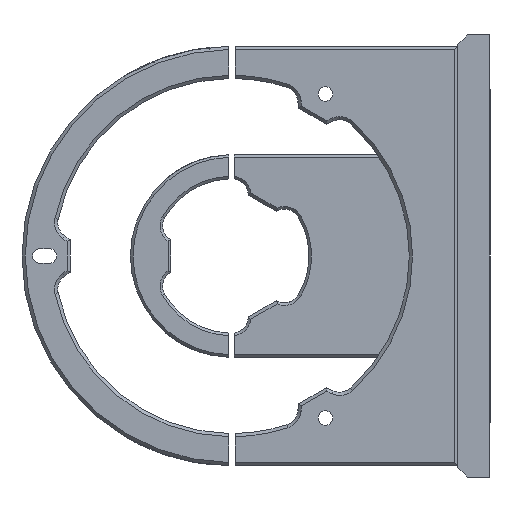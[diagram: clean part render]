
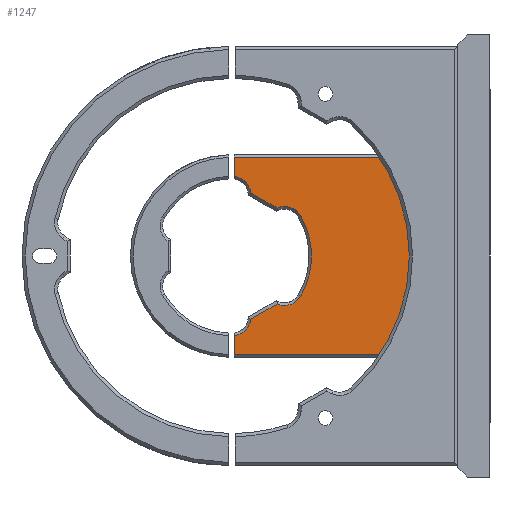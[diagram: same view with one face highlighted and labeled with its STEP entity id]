
A CAD part, left-side view. The second image highlights one B-rep face of the part: STEP entity #1247.
In plain terms, the highlighted planar face has unit normal (-1, 0, 0).
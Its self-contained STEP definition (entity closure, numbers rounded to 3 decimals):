
#356 = EDGE_CURVE ( 'NONE', #357, #885, #3560, .T. ) ;
#357 = VERTEX_POINT ( 'NONE', #3556 ) ;
#408 = VERTEX_POINT ( 'NONE', #3501 ) ;
#410 = EDGE_CURVE ( 'NONE', #411, #408, #3380, .T. ) ;
#411 = VERTEX_POINT ( 'NONE', #3375 ) ;
#630 = EDGE_CURVE ( 'NONE', #838, #839, #3976, .T. ) ;
#676 = EDGE_CURVE ( 'NONE', #838, #677, #3906, .T. ) ;
#677 = VERTEX_POINT ( 'NONE', #3902 ) ;
#696 = VERTEX_POINT ( 'NONE', #4216 ) ;
#698 = EDGE_CURVE ( 'NONE', #699, #696, #4215, .T. ) ;
#699 = VERTEX_POINT ( 'NONE', #4211 ) ;
#713 = EDGE_CURVE ( 'NONE', #408, #357, #4048, .T. ) ;
#805 = VERTEX_POINT ( 'NONE', #4256 ) ;
#807 = EDGE_CURVE ( 'NONE', #805, #696, #4251, .T. ) ;
#838 = VERTEX_POINT ( 'NONE', #4355 ) ;
#839 = VERTEX_POINT ( 'NONE', #4354 ) ;
#884 = EDGE_CURVE ( 'NONE', #885, #908, #4499, .T. ) ;
#885 = VERTEX_POINT ( 'NONE', #4494 ) ;
#905 = VERTEX_POINT ( 'NONE', #4472 ) ;
#907 = EDGE_CURVE ( 'NONE', #908, #905, #4467, .T. ) ;
#908 = VERTEX_POINT ( 'NONE', #4463 ) ;
#1163 = ORIENTED_EDGE ( 'NONE', *, *, #907, .T. ) ;
#1164 = ORIENTED_EDGE ( 'NONE', *, *, #1165, .T. ) ;
#1165 = EDGE_CURVE ( 'NONE', #905, #677, #5357, .T. ) ;
#1166 = ORIENTED_EDGE ( 'NONE', *, *, #676, .F. ) ;
#1167 = ORIENTED_EDGE ( 'NONE', *, *, #1221, .T. ) ;
#1168 = EDGE_LOOP ( 'NONE', ( #1169, #1167, #1206, #1207, #1208, #1209, #1163, #1164, #1166, #1193, #1248, #1250, #1251 ) ) ;
#1169 = ORIENTED_EDGE ( 'NONE', *, *, #1244, .T. ) ;
#1193 = ORIENTED_EDGE ( 'NONE', *, *, #630, .T. ) ;
#1206 = ORIENTED_EDGE ( 'NONE', *, *, #410, .T. ) ;
#1207 = ORIENTED_EDGE ( 'NONE', *, *, #713, .T. ) ;
#1208 = ORIENTED_EDGE ( 'NONE', *, *, #356, .T. ) ;
#1209 = ORIENTED_EDGE ( 'NONE', *, *, #884, .T. ) ;
#1221 = EDGE_CURVE ( 'NONE', #1222, #411, #5436, .T. ) ;
#1222 = VERTEX_POINT ( 'NONE', #5518 ) ;
#1244 = EDGE_CURVE ( 'NONE', #805, #1222, #5428, .T. ) ;
#1247 = ADVANCED_FACE ( 'NONE', ( #5418 ), #5673, .F. ) ;
#1248 = ORIENTED_EDGE ( 'NONE', *, *, #1249, .T. ) ;
#1249 = EDGE_CURVE ( 'NONE', #839, #699, #5667, .T. ) ;
#1250 = ORIENTED_EDGE ( 'NONE', *, *, #698, .T. ) ;
#1251 = ORIENTED_EDGE ( 'NONE', *, *, #807, .F. ) ;
#3375 = CARTESIAN_POINT ( 'NONE',  ( 165., -7.571, 14.87 ) ) ;
#3376 = DIRECTION ( 'NONE',  ( 0., 0., -1. ) ) ;
#3377 = DIRECTION ( 'NONE',  ( 1., 0., 0. ) ) ;
#3378 = CARTESIAN_POINT ( 'NONE',  ( 165., -9.846, 9.535 ) ) ;
#3379 = AXIS2_PLACEMENT_3D ( 'NONE', #3378, #3377, #3376 ) ;
#3380 = CIRCLE ( 'NONE', #3379, 5.8 ) ;
#3501 = CARTESIAN_POINT ( 'NONE',  ( 165., -9.846, 15.335 ) ) ;
#3556 = CARTESIAN_POINT ( 'NONE',  ( 165., -14.853, 12.461 ) ) ;
#3557 = DIRECTION ( 'NONE',  ( 0., 0., -1. ) ) ;
#3558 = DIRECTION ( 'NONE',  ( 1., 0., 0. ) ) ;
#3559 = AXIS2_PLACEMENT_3D ( 'NONE', #3565, #3558, #3557 ) ;
#3560 = CIRCLE ( 'NONE', #3559, 24.7 ) ;
#3565 = CARTESIAN_POINT ( 'NONE',  ( 165., 6.473, 0. ) ) ;
#3902 = CARTESIAN_POINT ( 'NONE',  ( 165., 5.723, -24.663 ) ) ;
#3903 = DIRECTION ( 'NONE',  ( 0., 0., 1. ) ) ;
#3904 = VECTOR ( 'NONE', #3903, 1000. ) ;
#3905 = CARTESIAN_POINT ( 'NONE',  ( 165., 5.723, 65.904 ) ) ;
#3906 = LINE ( 'NONE', #3905, #3904 ) ;
#3973 = DIRECTION ( 'NONE',  ( 0., -1., 0. ) ) ;
#3974 = VECTOR ( 'NONE', #3973, 1000. ) ;
#3975 = CARTESIAN_POINT ( 'NONE',  ( 165., 6.473, -30.6 ) ) ;
#3976 = LINE ( 'NONE', #3975, #3974 ) ;
#4044 = DIRECTION ( 'NONE',  ( 0., 0., -1. ) ) ;
#4045 = DIRECTION ( 'NONE',  ( 1., 0., 0. ) ) ;
#4046 = CARTESIAN_POINT ( 'NONE',  ( 165., -9.846, 9.535 ) ) ;
#4047 = AXIS2_PLACEMENT_3D ( 'NONE', #4046, #4045, #4044 ) ;
#4048 = CIRCLE ( 'NONE', #4047, 5.8 ) ;
#4211 = CARTESIAN_POINT ( 'NONE',  ( 165., -62.727, 30.6 ) ) ;
#4212 = DIRECTION ( 'NONE',  ( 0., 1., 0. ) ) ;
#4213 = VECTOR ( 'NONE', #4212, 1000. ) ;
#4214 = CARTESIAN_POINT ( 'NONE',  ( 165., 6.473, 30.6 ) ) ;
#4215 = LINE ( 'NONE', #4214, #4213 ) ;
#4216 = CARTESIAN_POINT ( 'NONE',  ( 165., 5.723, 30.6 ) ) ;
#4248 = DIRECTION ( 'NONE',  ( 0., 0., 1. ) ) ;
#4249 = VECTOR ( 'NONE', #4248, 1000. ) ;
#4250 = CARTESIAN_POINT ( 'NONE',  ( 165., 5.723, 65.904 ) ) ;
#4251 = LINE ( 'NONE', #4250, #4249 ) ;
#4256 = CARTESIAN_POINT ( 'NONE',  ( 165., 5.723, 24.663 ) ) ;
#4354 = CARTESIAN_POINT ( 'NONE',  ( 165., -62.727, -30.6 ) ) ;
#4355 = CARTESIAN_POINT ( 'NONE',  ( 165., 5.723, -30.6 ) ) ;
#4463 = CARTESIAN_POINT ( 'NONE',  ( 165., -7.571, -14.87 ) ) ;
#4464 = DIRECTION ( 'NONE',  ( 0., 0.866, -0.5 ) ) ;
#4465 = VECTOR ( 'NONE', #4464, 1000. ) ;
#4466 = CARTESIAN_POINT ( 'NONE',  ( 165., 0.007, -19.246 ) ) ;
#4467 = LINE ( 'NONE', #4466, #4465 ) ;
#4472 = CARTESIAN_POINT ( 'NONE',  ( 165., 0.617, -19.598 ) ) ;
#4494 = CARTESIAN_POINT ( 'NONE',  ( 165., -14.853, -12.461 ) ) ;
#4495 = DIRECTION ( 'NONE',  ( 0., 0., -1. ) ) ;
#4496 = DIRECTION ( 'NONE',  ( 1., 0., 0. ) ) ;
#4497 = CARTESIAN_POINT ( 'NONE',  ( 165., -9.846, -9.535 ) ) ;
#4498 = AXIS2_PLACEMENT_3D ( 'NONE', #4497, #4496, #4495 ) ;
#4499 = CIRCLE ( 'NONE', #4498, 5.8 ) ;
#5354 = DIRECTION ( 'NONE',  ( 0., 0., -1. ) ) ;
#5355 = DIRECTION ( 'NONE',  ( 1., 0., 0. ) ) ;
#5356 = AXIS2_PLACEMENT_3D ( 'NONE', #5363, #5355, #5354 ) ;
#5357 = CIRCLE ( 'NONE', #5356, 5.8 ) ;
#5363 = CARTESIAN_POINT ( 'NONE',  ( 165., 6.375, -18.9 ) ) ;
#5418 = FACE_OUTER_BOUND ( 'NONE', #1168, .T. ) ;
#5419 = DIRECTION ( 'NONE',  ( 0., 0., -1. ) ) ;
#5420 = DIRECTION ( 'NONE',  ( 1., 0., 0. ) ) ;
#5421 = CARTESIAN_POINT ( 'NONE',  ( 165., 6.375, 18.9 ) ) ;
#5422 = AXIS2_PLACEMENT_3D ( 'NONE', #5421, #5420, #5419 ) ;
#5428 = CIRCLE ( 'NONE', #5422, 5.8 ) ;
#5433 = DIRECTION ( 'NONE',  ( 0., -0.866, -0.5 ) ) ;
#5434 = VECTOR ( 'NONE', #5433, 1000. ) ;
#5435 = CARTESIAN_POINT ( 'NONE',  ( 165., -6.961, 15.222 ) ) ;
#5436 = LINE ( 'NONE', #5435, #5434 ) ;
#5518 = CARTESIAN_POINT ( 'NONE',  ( 165., 0.617, 19.598 ) ) ;
#5664 = DIRECTION ( 'NONE',  ( 0., 0., 1. ) ) ;
#5665 = VECTOR ( 'NONE', #5664, 1000. ) ;
#5666 = CARTESIAN_POINT ( 'NONE',  ( 165., -62.727, 31.4 ) ) ;
#5667 = LINE ( 'NONE', #5666, #5665 ) ;
#5669 = DIRECTION ( 'NONE',  ( 0., 0., -1. ) ) ;
#5670 = DIRECTION ( 'NONE',  ( 1., 0., 0. ) ) ;
#5671 = CARTESIAN_POINT ( 'NONE',  ( 165., 6.473, 0. ) ) ;
#5672 = AXIS2_PLACEMENT_3D ( 'NONE', #5671, #5670, #5669 ) ;
#5673 = PLANE ( 'NONE',  #5672 ) ;
